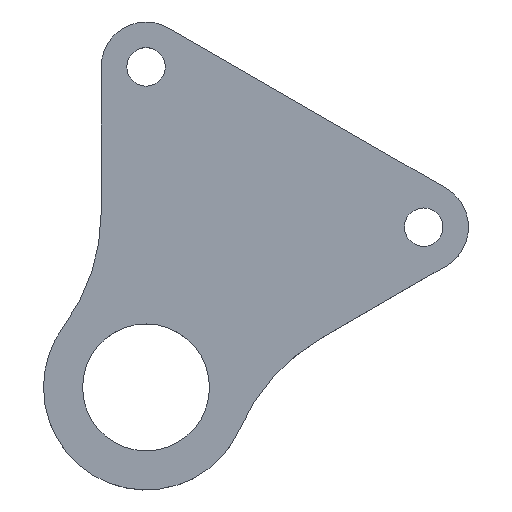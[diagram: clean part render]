
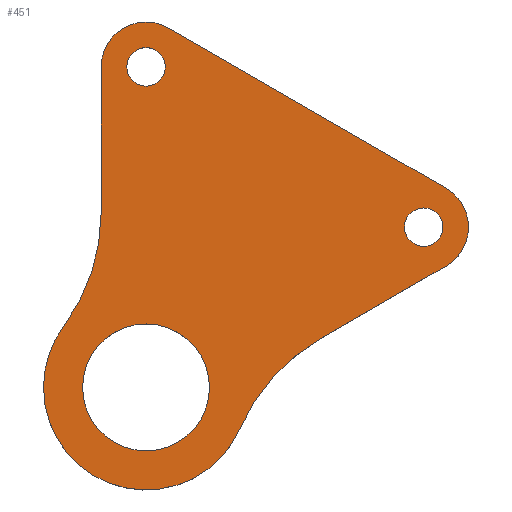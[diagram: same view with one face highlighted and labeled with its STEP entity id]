
A CAD part, top view. The second image highlights one B-rep face of the part: STEP entity #451.
In plain terms, the highlighted planar face has unit normal (0, 0, 1).
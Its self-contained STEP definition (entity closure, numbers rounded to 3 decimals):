
#2 = CARTESIAN_POINT ( 'NONE',  ( -7.151, 12.5, 4. ) ) ;
#12 = VERTEX_POINT ( 'NONE', #425 ) ;
#14 = CIRCLE ( 'NONE', #231, 4.95 ) ;
#15 = FACE_BOUND ( 'NONE', #190, .T. ) ;
#18 = CARTESIAN_POINT ( 'NONE',  ( 14.5, 0., 4. ) ) ;
#26 = CARTESIAN_POINT ( 'NONE',  ( -12.101, -12.5, 4. ) ) ;
#36 = CARTESIAN_POINT ( 'NONE',  ( -10.651, 0., 4. ) ) ;
#41 = DIRECTION ( 'NONE',  ( 1., 0., 0. ) ) ;
#42 = DIRECTION ( 'NONE',  ( 1., 0., 0. ) ) ;
#46 = CARTESIAN_POINT ( 'NONE',  ( 13., 0., 4. ) ) ;
#50 = DIRECTION ( 'NONE',  ( -0.866, -0.5, 0. ) ) ;
#52 = DIRECTION ( 'NONE',  ( 0., 0., 1. ) ) ;
#56 = CARTESIAN_POINT ( 'NONE',  ( 16.25, 3.031, 4. ) ) ;
#66 = DIRECTION ( 'NONE',  ( 1., 0., 0. ) ) ;
#76 = AXIS2_PLACEMENT_3D ( 'NONE', #259, #218, #539 ) ;
#85 = VECTOR ( 'NONE', #244, 1000. ) ;
#91 = ORIENTED_EDGE ( 'NONE', *, *, #510, .F. ) ;
#95 = DIRECTION ( 'NONE',  ( 1., 0., 0. ) ) ;
#96 = AXIS2_PLACEMENT_3D ( 'NONE', #296, #340, #42 ) ;
#99 = CARTESIAN_POINT ( 'NONE',  ( -7.151, 12.5, 4. ) ) ;
#107 = DIRECTION ( 'NONE',  ( 0., 0., 1. ) ) ;
#108 = CARTESIAN_POINT ( 'NONE',  ( 5.375, 9.31, 4. ) ) ;
#118 = PLANE ( 'NONE',  #426 ) ;
#125 = CIRCLE ( 'NONE', #96, 4.95 ) ;
#130 = CARTESIAN_POINT ( 'NONE',  ( -7.151, -12.5, 4. ) ) ;
#132 = DIRECTION ( 'NONE',  ( 1., 0., 0. ) ) ;
#138 = LINE ( 'NONE', #36, #85 ) ;
#140 = VERTEX_POINT ( 'NONE', #26 ) ;
#143 = VERTEX_POINT ( 'NONE', #520 ) ;
#146 = DIRECTION ( 'NONE',  ( 1., 0., 0. ) ) ;
#150 = VERTEX_POINT ( 'NONE', #226 ) ;
#158 = VERTEX_POINT ( 'NONE', #372 ) ;
#161 = EDGE_CURVE ( 'NONE', #249, #12, #287, .T. ) ;
#164 = AXIS2_PLACEMENT_3D ( 'NONE', #396, #335, #146 ) ;
#165 = ORIENTED_EDGE ( 'NONE', *, *, #348, .T. ) ;
#185 = CIRCLE ( 'NONE', #398, 1.5 ) ;
#190 = EDGE_LOOP ( 'NONE', ( #548, #491 ) ) ;
#194 = CIRCLE ( 'NONE', #629, 8. ) ;
#195 = DIRECTION ( 'NONE',  ( 0., 0., 1. ) ) ;
#196 = VERTEX_POINT ( 'NONE', #292 ) ;
#215 = CARTESIAN_POINT ( 'NONE',  ( -5.401, 15.531, 4. ) ) ;
#218 = DIRECTION ( 'NONE',  ( 0., 0., 1. ) ) ;
#220 = DIRECTION ( 'NONE',  ( 0., 0., 1. ) ) ;
#222 = EDGE_CURVE ( 'NONE', #411, #272, #228, .T. ) ;
#226 = CARTESIAN_POINT ( 'NONE',  ( -8.651, 12.5, 4. ) ) ;
#228 = CIRCLE ( 'NONE', #578, 3.5 ) ;
#231 = AXIS2_PLACEMENT_3D ( 'NONE', #294, #52, #41 ) ;
#236 = EDGE_CURVE ( 'NONE', #404, #526, #286, .T. ) ;
#237 = AXIS2_PLACEMENT_3D ( 'NONE', #130, #327, #132 ) ;
#239 = ORIENTED_EDGE ( 'NONE', *, *, #630, .T. ) ;
#241 = CARTESIAN_POINT ( 'NONE',  ( -7.151, -12.5, 4. ) ) ;
#244 = DIRECTION ( 'NONE',  ( 0., 1., 0. ) ) ;
#248 = EDGE_CURVE ( 'NONE', #196, #140, #125, .T. ) ;
#249 = VERTEX_POINT ( 'NONE', #573 ) ;
#252 = DIRECTION ( 'NONE',  ( 0., 0., -1. ) ) ;
#258 = VECTOR ( 'NONE', #443, 1000. ) ;
#259 = CARTESIAN_POINT ( 'NONE',  ( 14.5, 0., 4. ) ) ;
#262 = CARTESIAN_POINT ( 'NONE',  ( 16.25, -3.031, 4. ) ) ;
#265 = EDGE_LOOP ( 'NONE', ( #479, #457 ) ) ;
#272 = VERTEX_POINT ( 'NONE', #480 ) ;
#286 = CIRCLE ( 'NONE', #164, 3.5 ) ;
#287 = CIRCLE ( 'NONE', #237, 8. ) ;
#291 = CIRCLE ( 'NONE', #564, 15. ) ;
#292 = CARTESIAN_POINT ( 'NONE',  ( -2.201, -12.5, 4. ) ) ;
#294 = CARTESIAN_POINT ( 'NONE',  ( -7.151, -12.5, 4. ) ) ;
#296 = CARTESIAN_POINT ( 'NONE',  ( -7.151, -12.5, 4. ) ) ;
#297 = EDGE_LOOP ( 'NONE', ( #543, #428, #433, #165, #239, #401, #560, #374, #514 ) ) ;
#300 = CARTESIAN_POINT ( 'NONE',  ( 6.434, -8.698, 4. ) ) ;
#307 = DIRECTION ( 'NONE',  ( 1., 0., 0. ) ) ;
#312 = CARTESIAN_POINT ( 'NONE',  ( 5.375, -9.31, 4. ) ) ;
#313 = AXIS2_PLACEMENT_3D ( 'NONE', #391, #538, #489 ) ;
#316 = EDGE_CURVE ( 'NONE', #158, #272, #138, .T. ) ;
#318 = VERTEX_POINT ( 'NONE', #575 ) ;
#322 = VERTEX_POINT ( 'NONE', #46 ) ;
#327 = DIRECTION ( 'NONE',  ( 0., 0., 1. ) ) ;
#335 = DIRECTION ( 'NONE',  ( 0., 0., 1. ) ) ;
#339 = CIRCLE ( 'NONE', #313, 15. ) ;
#340 = DIRECTION ( 'NONE',  ( 0., 0., 1. ) ) ;
#344 = DIRECTION ( 'NONE',  ( 1., 0., 0. ) ) ;
#347 = VECTOR ( 'NONE', #50, 1000. ) ;
#348 = EDGE_CURVE ( 'NONE', #12, #143, #194, .T. ) ;
#352 = DIRECTION ( 'NONE',  ( 1., 0., 0. ) ) ;
#358 = CIRCLE ( 'NONE', #76, 1.5 ) ;
#362 = EDGE_CURVE ( 'NONE', #635, #322, #185, .T. ) ;
#363 = CARTESIAN_POINT ( 'NONE',  ( 0., 0., 4. ) ) ;
#369 = EDGE_CURVE ( 'NONE', #411, #526, #447, .T. ) ;
#372 = CARTESIAN_POINT ( 'NONE',  ( -10.651, 1.166, 4. ) ) ;
#374 = ORIENTED_EDGE ( 'NONE', *, *, #369, .F. ) ;
#376 = CARTESIAN_POINT ( 'NONE',  ( -7.151, 12.5, 4. ) ) ;
#380 = ORIENTED_EDGE ( 'NONE', *, *, #535, .F. ) ;
#385 = EDGE_CURVE ( 'NONE', #322, #635, #358, .T. ) ;
#389 = DIRECTION ( 'NONE',  ( 1., 0., 0. ) ) ;
#391 = CARTESIAN_POINT ( 'NONE',  ( -25.651, 1.166, 4. ) ) ;
#396 = CARTESIAN_POINT ( 'NONE',  ( 14.5, 0., 4. ) ) ;
#398 = AXIS2_PLACEMENT_3D ( 'NONE', #18, #220, #66 ) ;
#401 = ORIENTED_EDGE ( 'NONE', *, *, #408, .F. ) ;
#403 = FACE_OUTER_BOUND ( 'NONE', #297, .T. ) ;
#404 = VERTEX_POINT ( 'NONE', #262 ) ;
#408 = EDGE_CURVE ( 'NONE', #404, #530, #410, .T. ) ;
#410 = LINE ( 'NONE', #312, #347 ) ;
#411 = VERTEX_POINT ( 'NONE', #215 ) ;
#425 = CARTESIAN_POINT ( 'NONE',  ( -15.151, -12.5, 4. ) ) ;
#426 = AXIS2_PLACEMENT_3D ( 'NONE', #363, #596, #352 ) ;
#428 = ORIENTED_EDGE ( 'NONE', *, *, #604, .T. ) ;
#433 = ORIENTED_EDGE ( 'NONE', *, *, #161, .T. ) ;
#435 = AXIS2_PLACEMENT_3D ( 'NONE', #99, #107, #307 ) ;
#441 = CARTESIAN_POINT ( 'NONE',  ( 16., 0., 4. ) ) ;
#443 = DIRECTION ( 'NONE',  ( 0.866, -0.5, 0. ) ) ;
#447 = LINE ( 'NONE', #108, #258 ) ;
#451 = ADVANCED_FACE ( 'NONE', ( #403, #542, #15, #547 ), #118, .T. ) ;
#457 = ORIENTED_EDGE ( 'NONE', *, *, #248, .F. ) ;
#470 = DIRECTION ( 'NONE',  ( 1., 0., 0. ) ) ;
#479 = ORIENTED_EDGE ( 'NONE', *, *, #566, .F. ) ;
#480 = CARTESIAN_POINT ( 'NONE',  ( -10.651, 12.5, 4. ) ) ;
#489 = DIRECTION ( 'NONE',  ( 1., 0., 0. ) ) ;
#491 = ORIENTED_EDGE ( 'NONE', *, *, #362, .F. ) ;
#497 = AXIS2_PLACEMENT_3D ( 'NONE', #376, #614, #470 ) ;
#510 = EDGE_CURVE ( 'NONE', #318, #150, #588, .T. ) ;
#514 = ORIENTED_EDGE ( 'NONE', *, *, #222, .T. ) ;
#520 = CARTESIAN_POINT ( 'NONE',  ( 0.183, -15.696, 4. ) ) ;
#526 = VERTEX_POINT ( 'NONE', #56 ) ;
#530 = VERTEX_POINT ( 'NONE', #300 ) ;
#535 = EDGE_CURVE ( 'NONE', #150, #318, #576, .T. ) ;
#538 = DIRECTION ( 'NONE',  ( 0., 0., -1. ) ) ;
#539 = DIRECTION ( 'NONE',  ( 1., 0., 0. ) ) ;
#542 = FACE_BOUND ( 'NONE', #265, .T. ) ;
#543 = ORIENTED_EDGE ( 'NONE', *, *, #316, .F. ) ;
#547 = FACE_BOUND ( 'NONE', #589, .T. ) ;
#548 = ORIENTED_EDGE ( 'NONE', *, *, #385, .F. ) ;
#560 = ORIENTED_EDGE ( 'NONE', *, *, #236, .T. ) ;
#564 = AXIS2_PLACEMENT_3D ( 'NONE', #582, #252, #95 ) ;
#566 = EDGE_CURVE ( 'NONE', #140, #196, #14, .T. ) ;
#573 = CARTESIAN_POINT ( 'NONE',  ( -13.585, -7.747, 4. ) ) ;
#575 = CARTESIAN_POINT ( 'NONE',  ( -5.651, 12.5, 4. ) ) ;
#576 = CIRCLE ( 'NONE', #435, 1.5 ) ;
#578 = AXIS2_PLACEMENT_3D ( 'NONE', #2, #579, #344 ) ;
#579 = DIRECTION ( 'NONE',  ( 0., 0., 1. ) ) ;
#582 = CARTESIAN_POINT ( 'NONE',  ( 13.934, -21.689, 4. ) ) ;
#588 = CIRCLE ( 'NONE', #497, 1.5 ) ;
#589 = EDGE_LOOP ( 'NONE', ( #380, #91 ) ) ;
#596 = DIRECTION ( 'NONE',  ( 0., 0., 1. ) ) ;
#604 = EDGE_CURVE ( 'NONE', #158, #249, #339, .T. ) ;
#614 = DIRECTION ( 'NONE',  ( 0., 0., 1. ) ) ;
#629 = AXIS2_PLACEMENT_3D ( 'NONE', #241, #195, #389 ) ;
#630 = EDGE_CURVE ( 'NONE', #143, #530, #291, .T. ) ;
#635 = VERTEX_POINT ( 'NONE', #441 ) ;
